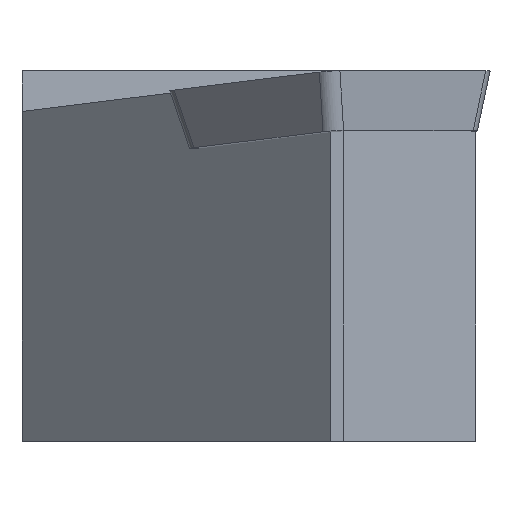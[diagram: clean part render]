
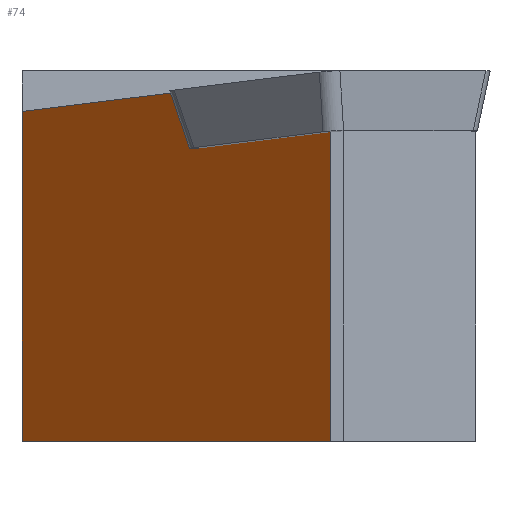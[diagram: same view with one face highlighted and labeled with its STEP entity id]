
A CAD part, left-side view. The second image highlights one B-rep face of the part: STEP entity #74.
In plain terms, the highlighted planar face has unit normal (-0.707, 0.707, 0).
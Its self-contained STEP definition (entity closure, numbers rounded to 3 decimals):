
#74=ADVANCED_FACE('',(#115),#93,.T.);
#93=PLANE('',#469);
#115=FACE_OUTER_BOUND('',#138,.T.);
#138=EDGE_LOOP('',(#219,#220,#221,#222));
#219=ORIENTED_EDGE('',*,*,#341,.F.);
#220=ORIENTED_EDGE('',*,*,#342,.T.);
#221=ORIENTED_EDGE('',*,*,#343,.F.);
#222=ORIENTED_EDGE('',*,*,#331,.T.);
#281=VERTEX_POINT('',#657);
#286=VERTEX_POINT('',#667);
#292=VERTEX_POINT('',#688);
#293=VERTEX_POINT('',#690);
#331=EDGE_CURVE('',#281,#286,#377,.T.);
#341=EDGE_CURVE('',#292,#286,#387,.T.);
#342=EDGE_CURVE('',#292,#293,#388,.T.);
#343=EDGE_CURVE('',#281,#293,#389,.T.);
#377=LINE('',#668,#423);
#387=LINE('',#687,#433);
#388=LINE('',#689,#434);
#389=LINE('',#691,#435);
#423=VECTOR('',#547,1.);
#433=VECTOR('',#565,1.);
#434=VECTOR('',#566,1.);
#435=VECTOR('',#567,1.);
#469=AXIS2_PLACEMENT_3D('',#692,#568,#569);
#547=DIRECTION('',(0.,0.,-1.));
#565=DIRECTION('',(0.707,0.707,0.));
#566=DIRECTION('',(0.,0.,1.));
#567=DIRECTION('',(-0.704,-0.704,0.087));
#568=DIRECTION('',(-0.707,0.707,0.));
#569=DIRECTION('',(-0.707,-0.707,0.));
#657=CARTESIAN_POINT('',(18.669,16.604,-2.192));
#667=CARTESIAN_POINT('',(18.669,16.604,-19.998));
#668=CARTESIAN_POINT('',(18.669,16.604,0.602));
#687=CARTESIAN_POINT('',(1.669,-0.396,-19.998));
#688=CARTESIAN_POINT('',(2.022,-0.043,-19.998));
#689=CARTESIAN_POINT('',(2.022,-0.043,0.602));
#690=CARTESIAN_POINT('',(2.022,-0.043,-0.133));
#691=CARTESIAN_POINT('',(1.626,-0.438,-0.084));
#692=CARTESIAN_POINT('',(1.669,-0.396,0.602));
